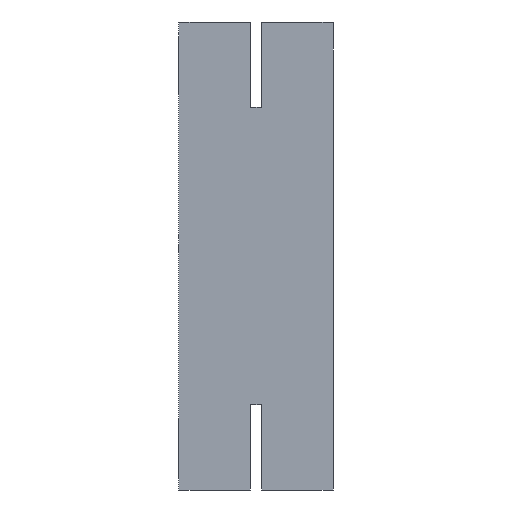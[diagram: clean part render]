
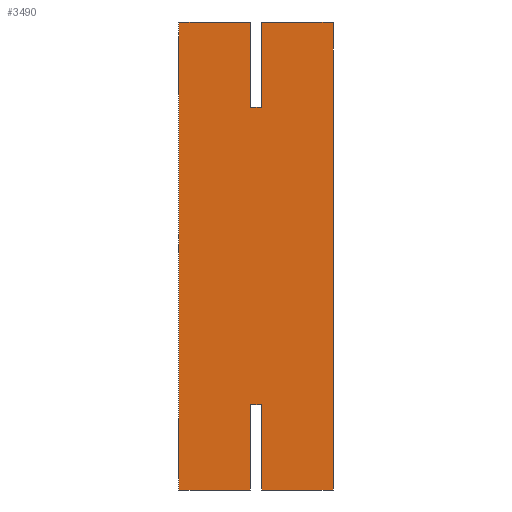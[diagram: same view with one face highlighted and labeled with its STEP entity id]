
A CAD part, left-side view. The second image highlights one B-rep face of the part: STEP entity #3490.
In plain terms, the highlighted free-form (B-spline) face has degree [1, 1] with [2, 2] control points.
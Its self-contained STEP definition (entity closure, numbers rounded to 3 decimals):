
#640 = CARTESIAN_POINT ('', (-14., 0., 42.5));
#650 = VERTEX_POINT ('', #640);
#710 = CARTESIAN_POINT ('', (-14., 0., -42.5));
#720 = VERTEX_POINT ('', #710);
#730 = CARTESIAN_POINT ('', (-14., 0., -42.5));
#740 = CARTESIAN_POINT ('', (-14., 0., 42.5));
#750 = B_SPLINE_CURVE_WITH_KNOTS ('', 1, (#730, #740), .UNSPECIFIED., .F., .U., (2, 2), (0., 1.), .UNSPECIFIED.);
#760 = EDGE_CURVE ('', #720, #650, #750, .T.);
#2050 = CARTESIAN_POINT ('', (-14., 13., -42.5));
#2060 = VERTEX_POINT ('', #2050);
#2120 = CARTESIAN_POINT ('', (-14., 13., -26.916));
#2130 = VERTEX_POINT ('', #2120);
#2140 = CARTESIAN_POINT ('', (-14., 13., -42.5));
#2150 = CARTESIAN_POINT ('', (-14., 13., -26.916));
#2160 = B_SPLINE_CURVE_WITH_KNOTS ('', 1, (#2140, #2150), .UNSPECIFIED., .F., .U., (2, 2), (0., 1.), .UNSPECIFIED.);
#2170 = EDGE_CURVE ('', #2060, #2130, #2160, .T.);
#2420 = CARTESIAN_POINT ('', (-14., 0., -42.5));
#2430 = CARTESIAN_POINT ('', (-14., 13., -42.5));
#2440 = B_SPLINE_CURVE_WITH_KNOTS ('', 1, (#2420, #2430), .UNSPECIFIED., .F., .U., (2, 2), (0., 1.), .UNSPECIFIED.);
#2450 = EDGE_CURVE ('', #720, #2060, #2440, .T.);
#2560 = CARTESIAN_POINT ('', (-14., 14., -27.));
#2570 = VERTEX_POINT ('', #2560);
#2580 = CARTESIAN_POINT ('', (-14., 14., -27.));
#2590 = CARTESIAN_POINT ('', (-14., 13.664, -27.));
#2600 = CARTESIAN_POINT ('', (-14., 13.331, -26.972));
#2610 = CARTESIAN_POINT ('', (-14., 13., -26.916));
#2620 = B_SPLINE_CURVE_WITH_KNOTS ('', 3, (#2580, #2590, #2600, #2610), .UNSPECIFIED., .F., .U., (4, 4), (0., 1.), .UNSPECIFIED.);
#2630 = EDGE_CURVE ('', #2570, #2130, #2620, .T.);
#2640 = ORIENTED_EDGE ('', *, *, #2630, .T.);
#2650 = ORIENTED_EDGE ('', *, *, #2170, .F.);
#2660 = ORIENTED_EDGE ('', *, *, #2450, .F.);
#2670 = ORIENTED_EDGE ('', *, *, #760, .T.);
#2680 = CARTESIAN_POINT ('', (-14., 13., 42.5));
#2690 = VERTEX_POINT ('', #2680);
#2700 = CARTESIAN_POINT ('', (-14., 0., 42.5));
#2710 = CARTESIAN_POINT ('', (-14., 13., 42.5));
#2720 = B_SPLINE_CURVE_WITH_KNOTS ('', 1, (#2700, #2710), .UNSPECIFIED., .F., .U., (2, 2), (0., 1.), .UNSPECIFIED.);
#2730 = EDGE_CURVE ('', #650, #2690, #2720, .T.);
#2740 = ORIENTED_EDGE ('', *, *, #2730, .T.);
#2750 = CARTESIAN_POINT ('', (-14., 13., 26.916));
#2760 = VERTEX_POINT ('', #2750);
#2770 = CARTESIAN_POINT ('', (-14., 13., 26.916));
#2780 = CARTESIAN_POINT ('', (-14., 13., 42.5));
#2790 = B_SPLINE_CURVE_WITH_KNOTS ('', 1, (#2770, #2780), .UNSPECIFIED., .F., .U., (2, 2), (0., 1.), .UNSPECIFIED.);
#2800 = EDGE_CURVE ('', #2760, #2690, #2790, .T.);
#2810 = ORIENTED_EDGE ('', *, *, #2800, .F.);
#2820 = CARTESIAN_POINT ('', (-14., 14., 27.));
#2830 = VERTEX_POINT ('', #2820);
#2840 = CARTESIAN_POINT ('', (-14., 14., 27.));
#2850 = CARTESIAN_POINT ('', (-14., 13.673, 27.));
#2860 = CARTESIAN_POINT ('', (-14., 13.339, 26.973));
#2870 = CARTESIAN_POINT ('', (-14., 13., 26.916));
#2880 = (
   BOUNDED_CURVE ()
   B_SPLINE_CURVE (3, (#2840, #2850, #2860, #2870), .UNSPECIFIED., .F., .U.)
   B_SPLINE_CURVE_WITH_KNOTS ((4, 4), (0., 1.), .UNSPECIFIED.)
   CURVE ()
   GEOMETRIC_REPRESENTATION_ITEM ()
   RATIONAL_B_SPLINE_CURVE ((1., 0.948, 0.901, 0.857))
   REPRESENTATION_ITEM ('')
);
#2890 = EDGE_CURVE ('', #2830, #2760, #2880, .T.);
#2900 = ORIENTED_EDGE ('', *, *, #2890, .F.);
#2910 = CARTESIAN_POINT ('', (-14., 15., 26.916));
#2920 = VERTEX_POINT ('', #2910);
#2930 = CARTESIAN_POINT ('', (-14., 15., 26.916));
#2940 = CARTESIAN_POINT ('', (-14., 14.661, 26.973));
#2950 = CARTESIAN_POINT ('', (-14., 14.327, 27.));
#2960 = CARTESIAN_POINT ('', (-14., 14., 27.));
#2970 = (
   BOUNDED_CURVE ()
   B_SPLINE_CURVE (3, (#2930, #2940, #2950, #2960), .UNSPECIFIED., .F., .U.)
   B_SPLINE_CURVE_WITH_KNOTS ((4, 4), (0., 1.), .UNSPECIFIED.)
   CURVE ()
   GEOMETRIC_REPRESENTATION_ITEM ()
   RATIONAL_B_SPLINE_CURVE ((0.857, 0.901, 0.948, 1.))
   REPRESENTATION_ITEM ('')
);
#2980 = EDGE_CURVE ('', #2920, #2830, #2970, .T.);
#2990 = ORIENTED_EDGE ('', *, *, #2980, .F.);
#3000 = CARTESIAN_POINT ('', (-14., 15., 42.5));
#3010 = VERTEX_POINT ('', #3000);
#3020 = CARTESIAN_POINT ('', (-14., 15., 42.5));
#3030 = CARTESIAN_POINT ('', (-14., 15., 26.916));
#3040 = B_SPLINE_CURVE_WITH_KNOTS ('', 1, (#3020, #3030), .UNSPECIFIED., .F., .U., (2, 2), (0., 1.), .UNSPECIFIED.);
#3050 = EDGE_CURVE ('', #3010, #2920, #3040, .T.);
#3060 = ORIENTED_EDGE ('', *, *, #3050, .F.);
#3070 = CARTESIAN_POINT ('', (-14., 28., 42.5));
#3080 = VERTEX_POINT ('', #3070);
#3090 = CARTESIAN_POINT ('', (-14., 15., 42.5));
#3100 = CARTESIAN_POINT ('', (-14., 28., 42.5));
#3110 = B_SPLINE_CURVE_WITH_KNOTS ('', 1, (#3090, #3100), .UNSPECIFIED., .F., .U., (2, 2), (0., 1.), .UNSPECIFIED.);
#3120 = EDGE_CURVE ('', #3010, #3080, #3110, .T.);
#3130 = ORIENTED_EDGE ('', *, *, #3120, .T.);
#3140 = CARTESIAN_POINT ('', (-14., 28., -42.5));
#3150 = VERTEX_POINT ('', #3140);
#3160 = CARTESIAN_POINT ('', (-14., 28., -42.5));
#3170 = CARTESIAN_POINT ('', (-14., 28., 42.5));
#3180 = B_SPLINE_CURVE_WITH_KNOTS ('', 1, (#3160, #3170), .UNSPECIFIED., .F., .U., (2, 2), (0., 1.), .UNSPECIFIED.);
#3190 = EDGE_CURVE ('', #3150, #3080, #3180, .T.);
#3200 = ORIENTED_EDGE ('', *, *, #3190, .F.);
#3210 = CARTESIAN_POINT ('', (-14., 15., -42.5));
#3220 = VERTEX_POINT ('', #3210);
#3230 = CARTESIAN_POINT ('', (-14., 15., -42.5));
#3240 = CARTESIAN_POINT ('', (-14., 28., -42.5));
#3250 = B_SPLINE_CURVE_WITH_KNOTS ('', 1, (#3230, #3240), .UNSPECIFIED., .F., .U., (2, 2), (0., 1.), .UNSPECIFIED.);
#3260 = EDGE_CURVE ('', #3220, #3150, #3250, .T.);
#3270 = ORIENTED_EDGE ('', *, *, #3260, .F.);
#3280 = CARTESIAN_POINT ('', (-14., 15., -26.916));
#3290 = VERTEX_POINT ('', #3280);
#3300 = CARTESIAN_POINT ('', (-14., 15., -26.916));
#3310 = CARTESIAN_POINT ('', (-14., 15., -42.5));
#3320 = B_SPLINE_CURVE_WITH_KNOTS ('', 1, (#3300, #3310), .UNSPECIFIED., .F., .U., (2, 2), (0., 1.), .UNSPECIFIED.);
#3330 = EDGE_CURVE ('', #3290, #3220, #3320, .T.);
#3340 = ORIENTED_EDGE ('', *, *, #3330, .F.);
#3350 = CARTESIAN_POINT ('', (-14., 15., -26.916));
#3360 = CARTESIAN_POINT ('', (-14., 14.669, -26.972));
#3370 = CARTESIAN_POINT ('', (-14., 14.336, -27.));
#3380 = CARTESIAN_POINT ('', (-14., 14., -27.));
#3390 = B_SPLINE_CURVE_WITH_KNOTS ('', 3, (#3350, #3360, #3370, #3380), .UNSPECIFIED., .F., .U., (4, 4), (0., 1.), .UNSPECIFIED.);
#3400 = EDGE_CURVE ('', #3290, #2570, #3390, .T.);
#3410 = ORIENTED_EDGE ('', *, *, #3400, .T.);
#3420 = EDGE_LOOP ('', (#2640, #2650, #2660, #2670, #2740, #2810, #2900, #2990, #3060, #3130, #3200, #3270, #3340, #3410));
#3430 = FACE_OUTER_BOUND ('', #3420, .T.);
#3440 = CARTESIAN_POINT ('', (-14., 0., -42.5));
#3450 = CARTESIAN_POINT ('', (-14., 28., -42.5));
#3460 = CARTESIAN_POINT ('', (-14., 0., 42.5));
#3470 = CARTESIAN_POINT ('', (-14., 28., 42.5));
#3480 = B_SPLINE_SURFACE_WITH_KNOTS ('', 1, 1, ((#3440, #3450), (#3460, #3470)), .UNSPECIFIED., .F., .F., .U., (2, 2), (2, 2), (0., 1.), (0., 1.), .UNSPECIFIED.);
#3490 = ADVANCED_FACE ('', (#3430), #3480, .T.);
